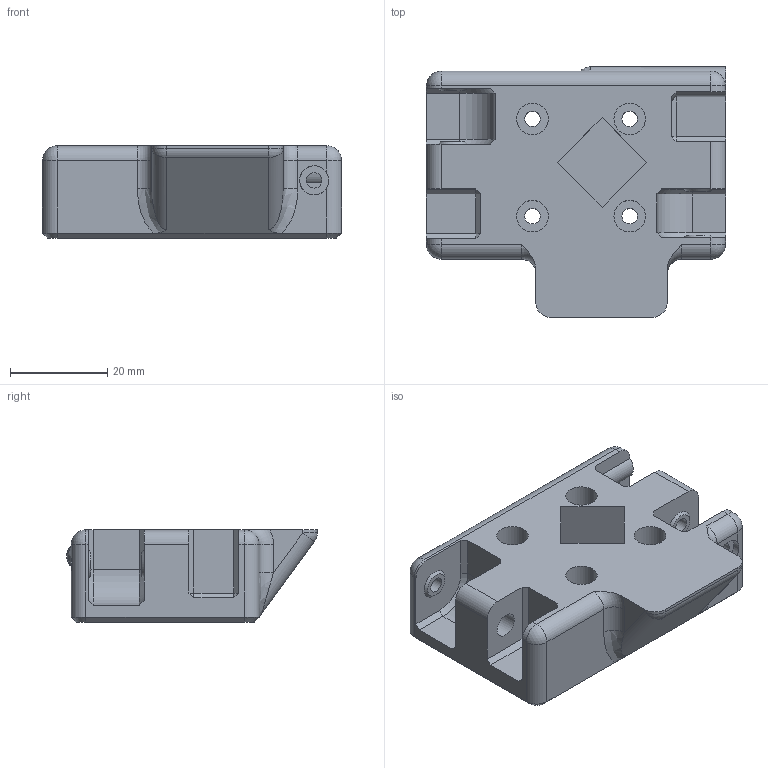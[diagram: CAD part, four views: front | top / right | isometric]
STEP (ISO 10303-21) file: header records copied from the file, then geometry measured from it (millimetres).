
FILE_DESCRIPTION(/* description */ (''),/* implementation_level */ '2;1');
FILE_NAME(/* name */ 'Step''s/1-Xaxis_Mount_Left_Squire v5.step',/* time_stamp */ '2019-10-20T17:03:43-04:00',/* author */ (''),/* organization */ (''),/* preprocessor_version */ 'ST-DEVELOPER v18',/* originating_system */ 'Autodesk Translation Framework v8.6.0.1094',/* authorisation */ '');
FILE_SCHEMA (('AUTOMOTIVE_DESIGN { 1 0 10303 214 3 1 1 }'));
Length unit declared in the file: millimetre
Products named in the file (1): 1-Xaxis_Mount_Left_Squire
Bounding box: 61.5 x 51.55 x 19 mm (x, y, z)
Volume: 36426.2 mm3; surface area: 12217.4 mm2
Topology: 1 solids, 1 shells, 142 faces, 335 edges, 208 vertices
Faces by surface type: plane 74, cylinder 44, cone 13, sphere 6, bspline 3, torus 2
Full cylindrical faces by diameter (mm): 2.5 x1, 3 x1, 3.2 x8, 5 x2, 6 x2, 6.3 x1, 6.5 x4
Entity records: 4378 total; most frequent: CARTESIAN_POINT 992, DIRECTION 707, ORIENTED_EDGE 670, EDGE_CURVE 335, AXIS2_PLACEMENT_3D 250, VERTEX_POINT 208, LINE 207, VECTOR 207
